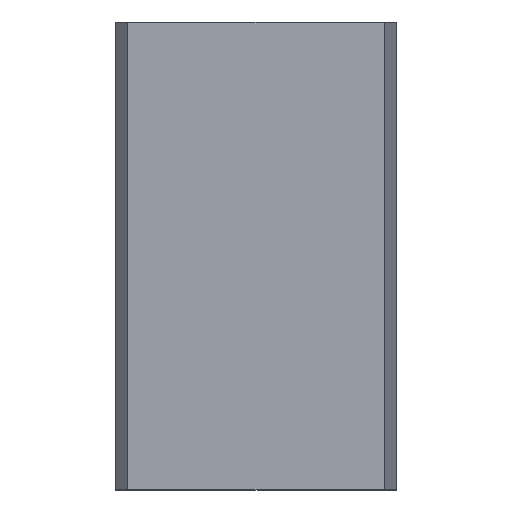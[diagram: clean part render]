
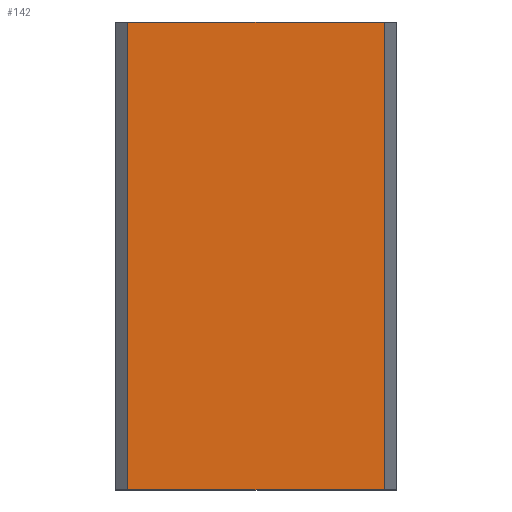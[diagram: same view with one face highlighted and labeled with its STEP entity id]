
A CAD part, top view. The second image highlights one B-rep face of the part: STEP entity #142.
In plain terms, the highlighted planar face has unit normal (0, 0, 1).
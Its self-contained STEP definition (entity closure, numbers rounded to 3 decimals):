
#16=FACE_OUTER_BOUND('',#24,.T.);
#24=EDGE_LOOP('',(#101,#102,#103,#104));
#32=LINE('',#213,#50);
#35=LINE('',#219,#53);
#36=LINE('',#221,#54);
#37=LINE('',#222,#55);
#50=VECTOR('',#176,10.);
#53=VECTOR('',#181,10.);
#54=VECTOR('',#182,10.);
#55=VECTOR('',#183,10.);
#68=VERTEX_POINT('',#210);
#69=VERTEX_POINT('',#212);
#71=VERTEX_POINT('',#218);
#72=VERTEX_POINT('',#220);
#80=EDGE_CURVE('',#68,#69,#32,.T.);
#83=EDGE_CURVE('',#68,#71,#35,.T.);
#84=EDGE_CURVE('',#72,#71,#36,.T.);
#85=EDGE_CURVE('',#72,#69,#37,.T.);
#101=ORIENTED_EDGE('',*,*,#80,.F.);
#102=ORIENTED_EDGE('',*,*,#83,.T.);
#103=ORIENTED_EDGE('',*,*,#84,.F.);
#104=ORIENTED_EDGE('',*,*,#85,.T.);
#134=PLANE('',#164);
#142=ADVANCED_FACE('',(#16),#134,.T.);
#164=AXIS2_PLACEMENT_3D('',#217,#179,#180);
#176=DIRECTION('',(0.,-1.,0.));
#179=DIRECTION('center_axis',(0.,0.,1.));
#180=DIRECTION('ref_axis',(1.,0.,0.));
#181=DIRECTION('',(-1.,0.,0.));
#182=DIRECTION('',(0.,1.,0.));
#183=DIRECTION('',(1.,0.,0.));
#210=CARTESIAN_POINT('',(0.547,1.,0.84));
#212=CARTESIAN_POINT('',(0.547,-1.,0.84));
#213=CARTESIAN_POINT('',(0.547,-0.5,0.84));
#217=CARTESIAN_POINT('Origin',(0.,0.,0.84));
#218=CARTESIAN_POINT('',(-0.547,1.,0.84));
#219=CARTESIAN_POINT('',(-0.6,1.,0.84));
#220=CARTESIAN_POINT('',(-0.547,-1.,0.84));
#221=CARTESIAN_POINT('',(-0.547,0.5,0.84));
#222=CARTESIAN_POINT('',(0.6,-1.,0.84));
